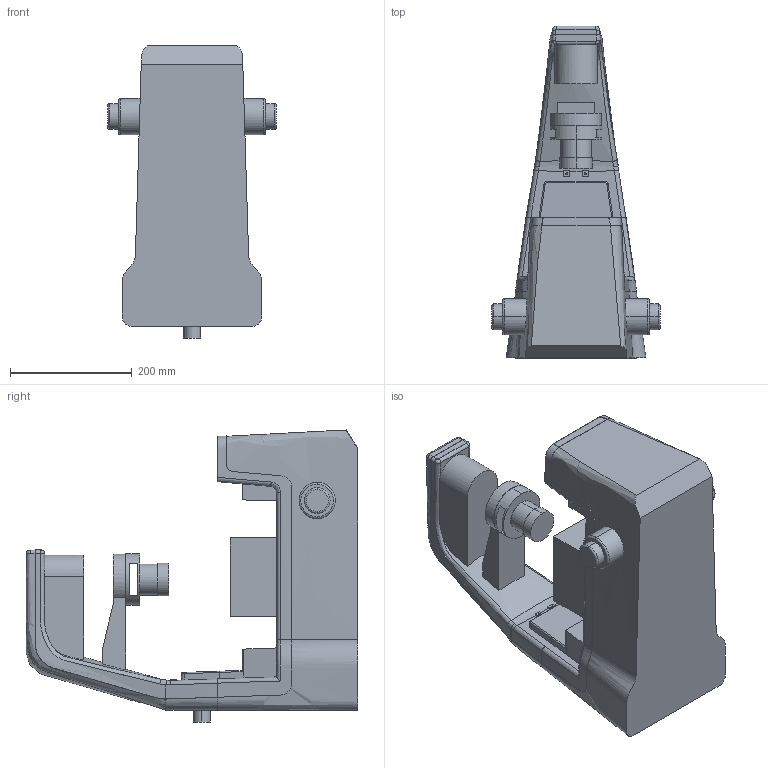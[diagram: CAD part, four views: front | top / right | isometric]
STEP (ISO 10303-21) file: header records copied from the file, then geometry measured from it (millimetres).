
FILE_DESCRIPTION (( 'STEP AP203' ), '1' );
FILE_NAME ('Ts2R-FL_Base.STEP', '2019-10-14T21:08:57', ( 'Matt' ), ( '' ), 'SwSTEP 2.0', 'SolidWorks 2018', '' );
FILE_SCHEMA (( 'CONFIG_CONTROL_DESIGN' ));
Length unit declared in the file: millimetre
Products named in the file (1): Ts2R-FL_Base
Bounding box: 276.9 x 546.12 x 480.72 mm (x, y, z)
Volume: 18530407 mm3; surface area: 713329.9 mm2
Topology: 5 solids, 5 shells, 249 faces, 614 edges, 388 vertices
Faces by surface type: bspline 138, plane 70, cylinder 33, torus 8
Entity records: 29694 total; most frequent: CARTESIAN_POINT 24779, ORIENTED_EDGE 1228, EDGE_CURVE 614, DIRECTION 606, VERTEX_POINT 388, B_SPLINE_CURVE_WITH_KNOTS 341, EDGE_LOOP 266, FACE_OUTER_BOUND 249
